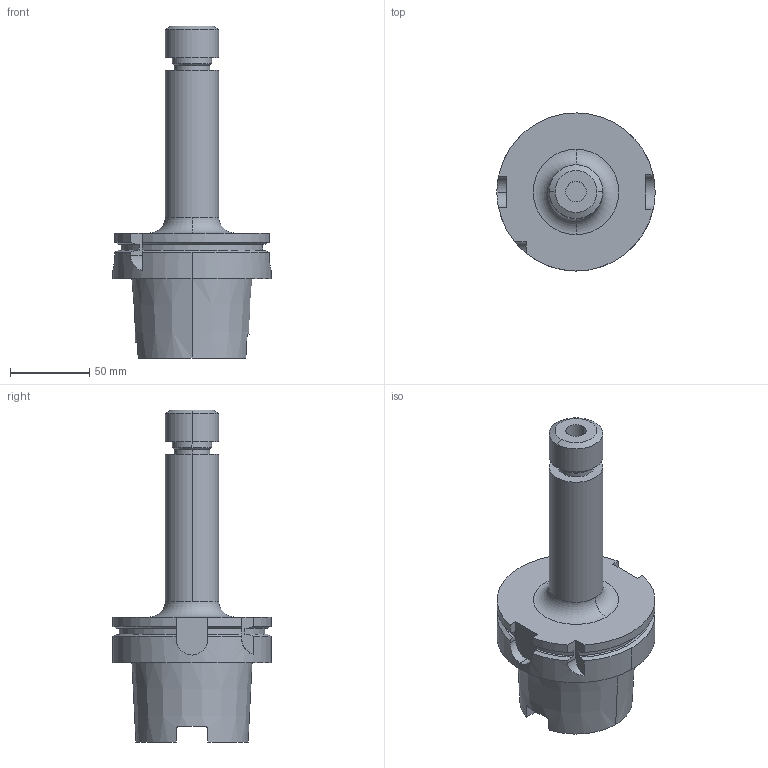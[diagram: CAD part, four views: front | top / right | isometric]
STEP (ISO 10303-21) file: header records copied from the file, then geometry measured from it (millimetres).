
FILE_DESCRIPTION (( 'STEP AP203' ), '1' );
FILE_NAME ('STP-31492.STEP', '2018-09-21T08:58:58', ( 'user' ), ( '' ), 'SwSTEP 2.0', 'SolidWorks 2015', '' );
FILE_SCHEMA (( 'CONFIG_CONTROL_DESIGN' ));
Length unit declared in the file: millimetre
Products named in the file (1): STP-31492
Bounding box: 100 x 100 x 210 mm (x, y, z)
Volume: 369530.9 mm3; surface area: 65642.6 mm2
Topology: 1 solids, 1 shells, 91 faces, 229 edges, 147 vertices
Faces by surface type: cylinder 38, plane 31, cone 16, torus 6
Entity records: 3068 total; most frequent: CARTESIAN_POINT 766, DIRECTION 487, ORIENTED_EDGE 458, EDGE_CURVE 229, AXIS2_PLACEMENT_3D 194, VERTEX_POINT 147, CIRCLE 102, LINE 99
